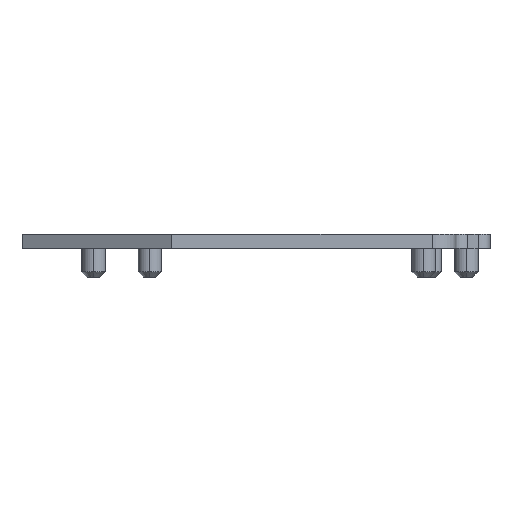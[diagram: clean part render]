
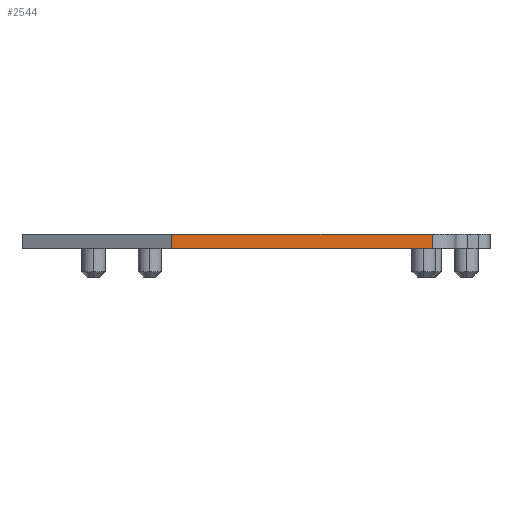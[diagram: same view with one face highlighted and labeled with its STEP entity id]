
A CAD part, left-side view. The second image highlights one B-rep face of the part: STEP entity #2544.
In plain terms, the highlighted planar face has unit normal (-1, 0, 0).
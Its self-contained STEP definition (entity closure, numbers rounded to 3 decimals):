
#81 = DIRECTION ( 'NONE',  ( 0., -1., 0. ) ) ;
#238 = CARTESIAN_POINT ( 'NONE',  ( -28.55, 26.966, 1.2 ) ) ;
#313 = EDGE_CURVE ( 'NONE', #2171, #703, #1914, .T. ) ;
#445 = VECTOR ( 'NONE', #474, 1000. ) ;
#465 = DIRECTION ( 'NONE',  ( 1., 0., 0. ) ) ;
#474 = DIRECTION ( 'NONE',  ( 0., -1., 0. ) ) ;
#551 = CARTESIAN_POINT ( 'NONE',  ( -28.55, 4.898, 1.2 ) ) ;
#603 = AXIS2_PLACEMENT_3D ( 'NONE', #2116, #465, #2408 ) ;
#694 = VECTOR ( 'NONE', #81, 1000. ) ;
#697 = CARTESIAN_POINT ( 'NONE',  ( -28.55, 4.898, 0. ) ) ;
#703 = VERTEX_POINT ( 'NONE', #697 ) ;
#729 = PLANE ( 'NONE',  #603 ) ;
#815 = CARTESIAN_POINT ( 'NONE',  ( -28.55, 26.966, 1.2 ) ) ;
#1396 = DIRECTION ( 'NONE',  ( 0., 0., -1. ) ) ;
#1552 = VECTOR ( 'NONE', #2210, 1000. ) ;
#1727 = CARTESIAN_POINT ( 'NONE',  ( -28.55, 26.966, 1.2 ) ) ;
#1848 = CARTESIAN_POINT ( 'NONE',  ( -28.55, 4.898, 1.2 ) ) ;
#1914 = LINE ( 'NONE', #2131, #445 ) ;
#2116 = CARTESIAN_POINT ( 'NONE',  ( -28.55, 26.966, 1.2 ) ) ;
#2131 = CARTESIAN_POINT ( 'NONE',  ( -28.55, 26.966, 0. ) ) ;
#2171 = VERTEX_POINT ( 'NONE', #2370 ) ;
#2210 = DIRECTION ( 'NONE',  ( 0., 0., -1. ) ) ;
#2224 = VECTOR ( 'NONE', #1396, 1000. ) ;
#2257 = VERTEX_POINT ( 'NONE', #1848 ) ;
#2289 = VERTEX_POINT ( 'NONE', #238 ) ;
#2303 = LINE ( 'NONE', #815, #1552 ) ;
#2370 = CARTESIAN_POINT ( 'NONE',  ( -28.55, 26.966, 0. ) ) ;
#2371 = ORIENTED_EDGE ( 'NONE', *, *, #3049, .F. ) ;
#2408 = DIRECTION ( 'NONE',  ( 0., 0., -1. ) ) ;
#2544 = ADVANCED_FACE ( 'NONE', ( #3347 ), #729, .F. ) ;
#2623 = ORIENTED_EDGE ( 'NONE', *, *, #313, .T. ) ;
#2811 = LINE ( 'NONE', #1727, #694 ) ;
#2834 = EDGE_LOOP ( 'NONE', ( #2623, #2882, #2371, #3281 ) ) ;
#2882 = ORIENTED_EDGE ( 'NONE', *, *, #3000, .F. ) ;
#2922 = EDGE_CURVE ( 'NONE', #2289, #2171, #2303, .T. ) ;
#2929 = LINE ( 'NONE', #551, #2224 ) ;
#3000 = EDGE_CURVE ( 'NONE', #2257, #703, #2929, .T. ) ;
#3049 = EDGE_CURVE ( 'NONE', #2289, #2257, #2811, .T. ) ;
#3281 = ORIENTED_EDGE ( 'NONE', *, *, #2922, .T. ) ;
#3347 = FACE_OUTER_BOUND ( 'NONE', #2834, .T. ) ;
